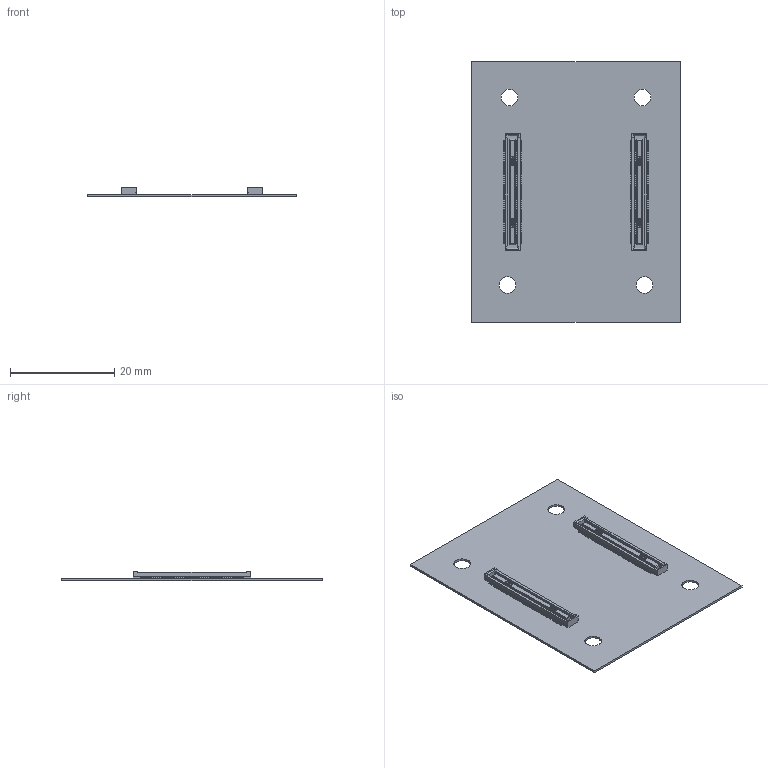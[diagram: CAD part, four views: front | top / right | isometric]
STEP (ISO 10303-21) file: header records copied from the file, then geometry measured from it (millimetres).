
FILE_DESCRIPTION(('Open CASCADE Model'),'2;1');
FILE_NAME('Open CASCADE Shape Model','2017-08-25T16:31:01',('Author'),( 'Open CASCADE'),'Open CASCADE STEP processor 6.8','Open CASCADE 6.8' ,'Unknown');
FILE_SCHEMA(('AUTOMOTIVE_DESIGN { 1 0 10303 214 1 1 1 1 }'));
Length unit declared in the file: millimetre
Products named in the file (4): PCB; Board; AB5; DF40C-100DS
Assembly tree (4 placements, depth 3):
  PCB
    Board
    AB5
      DF40C-100DS  x2
Bounding box: 40 x 50 x 1.86 mm (x, y, z)
Volume: 922.8 mm3; surface area: 4623.5 mm2
Topology: 3 solids, 3 shells, 4596 faces, 12472 edges, 8288 vertices
Faces by surface type: plane 3544, cylinder 1028, cone 24
Full cylindrical faces by diameter (mm): 3.2 x4
Entity records: 199552 total; most frequent: CARTESIAN_POINT 75700, DIRECTION 22308, LINE 14548, VECTOR 14548, ORIENTED_EDGE 12496, PCURVE 12496, DEFINITIONAL_REPRESENTATION 12496, EDGE_CURVE 6248
